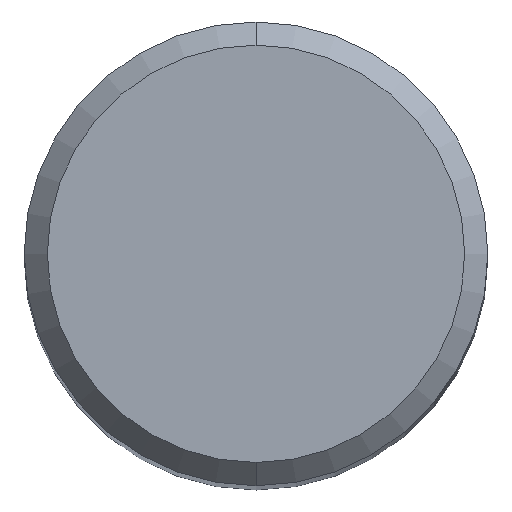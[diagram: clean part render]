
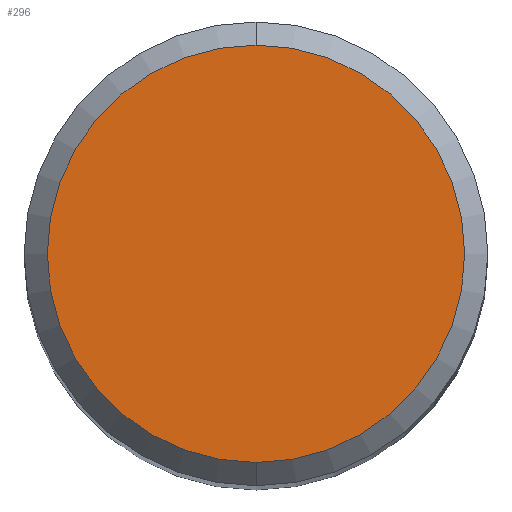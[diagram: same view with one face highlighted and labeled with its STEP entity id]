
A CAD part, top view. The second image highlights one B-rep face of the part: STEP entity #296.
In plain terms, the highlighted planar face has unit normal (0, 0, 1).
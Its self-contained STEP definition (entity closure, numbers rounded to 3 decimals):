
#282=VERTEX_POINT('',#597);
#296=ADVANCED_FACE('',(#612),#613,.T.);
#354=EDGE_CURVE('',#356,#282,#677,.T.);
#356=VERTEX_POINT('',#679);
#424=EDGE_CURVE('',#282,#356,#752,.T.);
#597=CARTESIAN_POINT('',(0.0,4.5,0.0));
#612=FACE_OUTER_BOUND('',#1084,.T.);
#613=PLANE('',#1085);
#677=CIRCLE('',#1202,4.5);
#679=CARTESIAN_POINT('',(0.,-4.5,0.0));
#752=CIRCLE('',#1410,4.5);
#1084=EDGE_LOOP('',(#1610,#1611));
#1085=AXIS2_PLACEMENT_3D('',#1612,#1613,#1614);
#1202=AXIS2_PLACEMENT_3D('',#1712,#1713,#1714);
#1410=AXIS2_PLACEMENT_3D('',#1769,#1770,#1771);
#1610=ORIENTED_EDGE('',*,*,#424,.F.);
#1611=ORIENTED_EDGE('',*,*,#354,.F.);
#1612=CARTESIAN_POINT('',(0.0,2.25,0.0));
#1613=DIRECTION('',(-0.0,0.0,1.0));
#1614=DIRECTION('',(0.0,-1.0,0.0));
#1712=CARTESIAN_POINT('',(0.0,0.0,0.0));
#1713=DIRECTION('',(0.0,0.0,-1.0));
#1714=DIRECTION('',(0.0,1.0,0.0));
#1769=CARTESIAN_POINT('',(0.0,0.0,0.0));
#1770=DIRECTION('',(0.0,0.0,-1.0));
#1771=DIRECTION('',(0.0,1.0,0.0));
